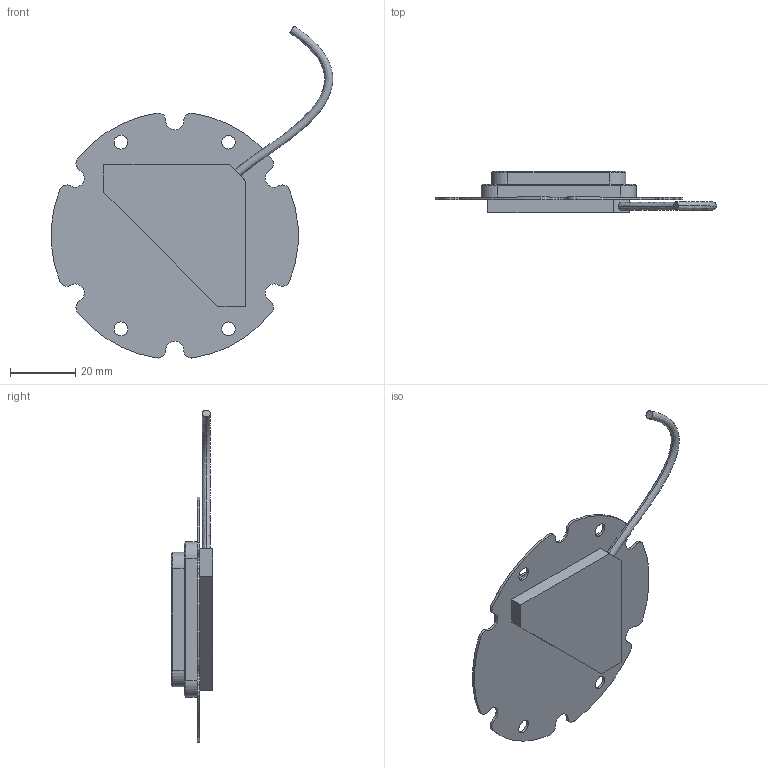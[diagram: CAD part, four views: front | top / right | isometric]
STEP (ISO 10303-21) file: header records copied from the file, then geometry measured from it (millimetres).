
FILE_DESCRIPTION (( 'STEP AP214' ), '1' );
FILE_NAME ('AS-ANT2B-OEM-L1L2-02SMA-00.STEP', '2022-03-03T08:00:05', ( '' ), ( '' ), 'SwSTEP 2.0', 'SolidWorks 2020', '' );
FILE_SCHEMA (( 'AUTOMOTIVE_DESIGN' ));
Length unit declared in the file: millimetre
Products named in the file (1): AS-ANT2B-OEM-L1L2-02SMA-00
Bounding box: 86.41 x 12.8 x 102.02 mm (x, y, z)
Volume: 24536 mm3; surface area: 11222.3 mm2
Topology: 1 solids, 1 shells, 85 faces, 221 edges, 142 vertices
Faces by surface type: cylinder 47, plane 28, cone 8, bspline 2
Entity records: 3858 total; most frequent: CARTESIAN_POINT 701, DIRECTION 493, ORIENTED_EDGE 442, EDGE_CURVE 221, AXIS2_PLACEMENT_3D 190, VERTEX_POINT 142, LINE 113, VECTOR 113
